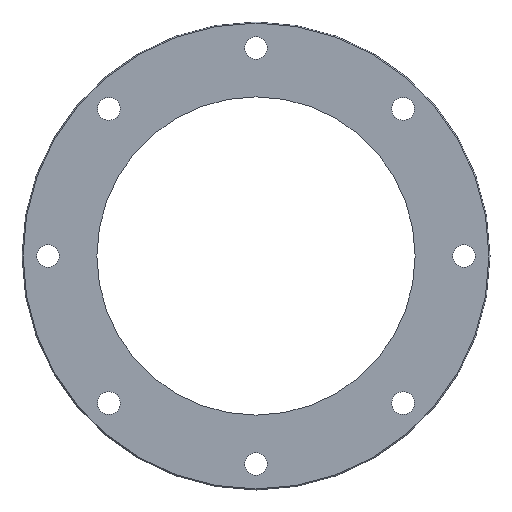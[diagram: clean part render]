
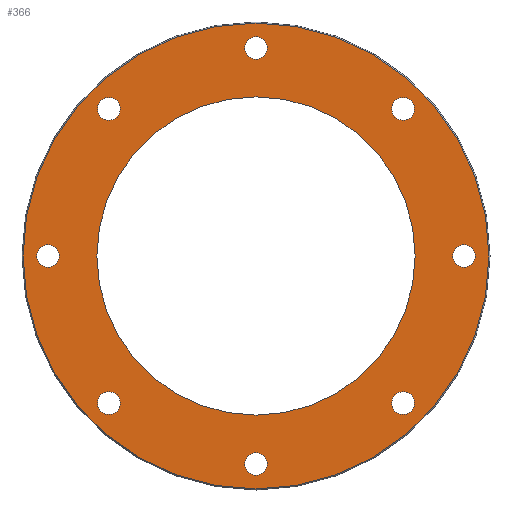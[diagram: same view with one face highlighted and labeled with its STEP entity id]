
A CAD part, left-side view. The second image highlights one B-rep face of the part: STEP entity #366.
In plain terms, the highlighted planar face has unit normal (-1, 0, 0).
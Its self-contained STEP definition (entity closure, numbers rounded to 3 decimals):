
#15=FACE_BOUND('',#66,.T.);
#16=FACE_BOUND('',#67,.T.);
#17=FACE_BOUND('',#68,.T.);
#18=FACE_BOUND('',#69,.T.);
#19=FACE_BOUND('',#70,.T.);
#20=FACE_BOUND('',#71,.T.);
#21=FACE_BOUND('',#72,.T.);
#22=FACE_BOUND('',#73,.T.);
#23=FACE_BOUND('',#74,.T.);
#34=PLANE('',#431);
#49=FACE_OUTER_BOUND('',#65,.T.);
#65=EDGE_LOOP('',(#294));
#66=EDGE_LOOP('',(#295));
#67=EDGE_LOOP('',(#296));
#68=EDGE_LOOP('',(#297));
#69=EDGE_LOOP('',(#298));
#70=EDGE_LOOP('',(#299));
#71=EDGE_LOOP('',(#300));
#72=EDGE_LOOP('',(#301));
#73=EDGE_LOOP('',(#302));
#74=EDGE_LOOP('',(#303,#304));
#118=CIRCLE('',#395,5.5);
#121=CIRCLE('',#399,5.5);
#124=CIRCLE('',#403,5.5);
#127=CIRCLE('',#407,5.5);
#130=CIRCLE('',#411,5.5);
#133=CIRCLE('',#415,5.5);
#136=CIRCLE('',#419,5.5);
#139=CIRCLE('',#423,5.5);
#140=CIRCLE('',#425,112.);
#145=CIRCLE('',#432,76.5);
#146=CIRCLE('',#433,76.5);
#156=VERTEX_POINT('',#575);
#159=VERTEX_POINT('',#583);
#162=VERTEX_POINT('',#591);
#165=VERTEX_POINT('',#599);
#168=VERTEX_POINT('',#607);
#171=VERTEX_POINT('',#615);
#174=VERTEX_POINT('',#623);
#177=VERTEX_POINT('',#631);
#178=VERTEX_POINT('',#635);
#183=VERTEX_POINT('',#649);
#184=VERTEX_POINT('',#650);
#195=EDGE_CURVE('',#156,#156,#118,.T.);
#199=EDGE_CURVE('',#159,#159,#121,.T.);
#203=EDGE_CURVE('',#162,#162,#124,.T.);
#207=EDGE_CURVE('',#165,#165,#127,.T.);
#211=EDGE_CURVE('',#168,#168,#130,.T.);
#215=EDGE_CURVE('',#171,#171,#133,.T.);
#219=EDGE_CURVE('',#174,#174,#136,.T.);
#223=EDGE_CURVE('',#177,#177,#139,.T.);
#224=EDGE_CURVE('',#178,#178,#140,.T.);
#231=EDGE_CURVE('',#183,#184,#145,.T.);
#232=EDGE_CURVE('',#184,#183,#146,.T.);
#294=ORIENTED_EDGE('',*,*,#224,.F.);
#295=ORIENTED_EDGE('',*,*,#195,.T.);
#296=ORIENTED_EDGE('',*,*,#199,.T.);
#297=ORIENTED_EDGE('',*,*,#203,.T.);
#298=ORIENTED_EDGE('',*,*,#207,.T.);
#299=ORIENTED_EDGE('',*,*,#211,.T.);
#300=ORIENTED_EDGE('',*,*,#215,.T.);
#301=ORIENTED_EDGE('',*,*,#219,.T.);
#302=ORIENTED_EDGE('',*,*,#223,.T.);
#303=ORIENTED_EDGE('',*,*,#231,.F.);
#304=ORIENTED_EDGE('',*,*,#232,.F.);
#366=ADVANCED_FACE('',(#49,#15,#16,#17,#18,#19,#20,#21,#22,#23),#34,.T.);
#395=AXIS2_PLACEMENT_3D('',#577,#455,#456);
#399=AXIS2_PLACEMENT_3D('',#585,#464,#465);
#403=AXIS2_PLACEMENT_3D('',#593,#473,#474);
#407=AXIS2_PLACEMENT_3D('',#601,#482,#483);
#411=AXIS2_PLACEMENT_3D('',#609,#491,#492);
#415=AXIS2_PLACEMENT_3D('',#617,#500,#501);
#419=AXIS2_PLACEMENT_3D('',#625,#509,#510);
#423=AXIS2_PLACEMENT_3D('',#633,#518,#519);
#425=AXIS2_PLACEMENT_3D('',#636,#522,#523);
#431=AXIS2_PLACEMENT_3D('',#648,#536,#537);
#432=AXIS2_PLACEMENT_3D('',#651,#538,#539);
#433=AXIS2_PLACEMENT_3D('',#652,#540,#541);
#455=DIRECTION('center_axis',(1.,0.,0.));
#456=DIRECTION('ref_axis',(0.,0.707,-0.707));
#464=DIRECTION('center_axis',(1.,0.,0.));
#465=DIRECTION('ref_axis',(0.,1.,0.));
#473=DIRECTION('center_axis',(1.,0.,0.));
#474=DIRECTION('ref_axis',(0.,0.707,0.707));
#482=DIRECTION('center_axis',(1.,0.,0.));
#483=DIRECTION('ref_axis',(0.,0.,1.));
#491=DIRECTION('center_axis',(1.,0.,0.));
#492=DIRECTION('ref_axis',(0.,-0.707,0.707));
#500=DIRECTION('center_axis',(1.,0.,0.));
#501=DIRECTION('ref_axis',(0.,-1.,0.));
#509=DIRECTION('center_axis',(1.,0.,0.));
#510=DIRECTION('ref_axis',(0.,-0.707,-0.707));
#518=DIRECTION('center_axis',(1.,0.,0.));
#519=DIRECTION('ref_axis',(0.,0.,-1.));
#522=DIRECTION('center_axis',(1.,0.,0.));
#523=DIRECTION('ref_axis',(0.,0.,-1.));
#536=DIRECTION('center_axis',(-1.,0.,0.));
#537=DIRECTION('ref_axis',(0.,0.,1.));
#538=DIRECTION('center_axis',(-1.,0.,0.));
#539=DIRECTION('ref_axis',(0.,0.,1.));
#540=DIRECTION('center_axis',(-1.,0.,0.));
#541=DIRECTION('ref_axis',(0.,0.,1.));
#575=CARTESIAN_POINT('',(-12.,-74.6,74.6));
#577=CARTESIAN_POINT('Origin',(-12.,-70.711,70.711));
#583=CARTESIAN_POINT('',(-12.,-105.5,0.));
#585=CARTESIAN_POINT('Origin',(-12.,-100.,0.));
#591=CARTESIAN_POINT('',(-12.,-74.6,-74.6));
#593=CARTESIAN_POINT('Origin',(-12.,-70.711,-70.711));
#599=CARTESIAN_POINT('',(-12.,0.,-105.5));
#601=CARTESIAN_POINT('Origin',(-12.,0.,-100.));
#607=CARTESIAN_POINT('',(-12.,74.6,-74.6));
#609=CARTESIAN_POINT('Origin',(-12.,70.711,-70.711));
#615=CARTESIAN_POINT('',(-12.,105.5,0.));
#617=CARTESIAN_POINT('Origin',(-12.,100.,0.));
#623=CARTESIAN_POINT('',(-12.,74.6,74.6));
#625=CARTESIAN_POINT('Origin',(-12.,70.711,70.711));
#631=CARTESIAN_POINT('',(-12.,0.,105.5));
#633=CARTESIAN_POINT('Origin',(-12.,0.,100.));
#635=CARTESIAN_POINT('',(-12.,0.,112.));
#636=CARTESIAN_POINT('Origin',(-12.,0.,0.));
#648=CARTESIAN_POINT('Origin',(-12.,0.,76.5));
#649=CARTESIAN_POINT('',(-12.,0.,76.5));
#650=CARTESIAN_POINT('',(-12.,0.,-76.5));
#651=CARTESIAN_POINT('Origin',(-12.,0.,0.));
#652=CARTESIAN_POINT('Origin',(-12.,0.,0.));
